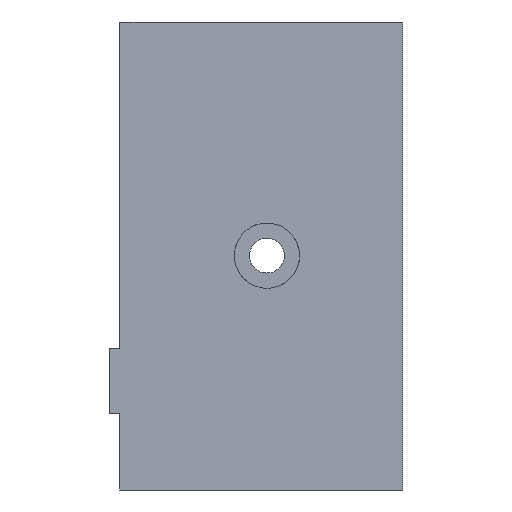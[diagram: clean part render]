
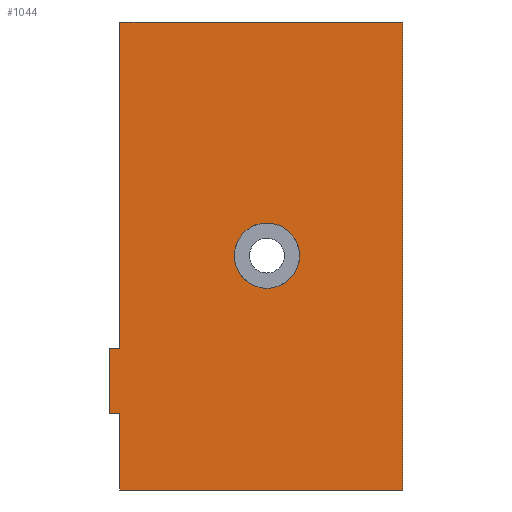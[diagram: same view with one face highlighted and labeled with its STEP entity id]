
A CAD part, left-side view. The second image highlights one B-rep face of the part: STEP entity #1044.
In plain terms, the highlighted planar face has unit normal (-1, 0, 0).
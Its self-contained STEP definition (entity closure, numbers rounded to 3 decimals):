
#19=FACE_BOUND('',#154,.T.);
#50=PLANE('',#1118);
#98=FACE_OUTER_BOUND('',#153,.T.);
#153=EDGE_LOOP('',(#848,#849,#850,#851,#852,#853,#854,#855));
#154=EDGE_LOOP('',(#856));
#240=LINE('',#1542,#372);
#242=LINE('',#1546,#374);
#244=LINE('',#1550,#376);
#246=LINE('',#1554,#378);
#248=LINE('',#1558,#380);
#250=LINE('',#1562,#382);
#252=LINE('',#1566,#384);
#254=LINE('',#1569,#386);
#372=VECTOR('',#1254,10.);
#374=VECTOR('',#1258,10.);
#376=VECTOR('',#1262,10.);
#378=VECTOR('',#1266,10.);
#380=VECTOR('',#1270,10.);
#382=VECTOR('',#1274,10.);
#384=VECTOR('',#1278,10.);
#386=VECTOR('',#1282,10.);
#460=CIRCLE('',#1109,3.);
#508=VERTEX_POINT('',#1535);
#509=VERTEX_POINT('',#1539);
#510=VERTEX_POINT('',#1541);
#511=VERTEX_POINT('',#1545);
#512=VERTEX_POINT('',#1549);
#513=VERTEX_POINT('',#1553);
#514=VERTEX_POINT('',#1557);
#515=VERTEX_POINT('',#1561);
#516=VERTEX_POINT('',#1565);
#621=EDGE_CURVE('',#508,#508,#460,.T.);
#624=EDGE_CURVE('',#510,#509,#240,.T.);
#626=EDGE_CURVE('',#511,#510,#242,.T.);
#628=EDGE_CURVE('',#512,#511,#244,.T.);
#630=EDGE_CURVE('',#513,#512,#246,.T.);
#632=EDGE_CURVE('',#514,#513,#248,.T.);
#634=EDGE_CURVE('',#515,#514,#250,.T.);
#636=EDGE_CURVE('',#516,#515,#252,.T.);
#638=EDGE_CURVE('',#509,#516,#254,.T.);
#848=ORIENTED_EDGE('',*,*,#638,.T.);
#849=ORIENTED_EDGE('',*,*,#636,.T.);
#850=ORIENTED_EDGE('',*,*,#634,.T.);
#851=ORIENTED_EDGE('',*,*,#632,.T.);
#852=ORIENTED_EDGE('',*,*,#630,.T.);
#853=ORIENTED_EDGE('',*,*,#628,.T.);
#854=ORIENTED_EDGE('',*,*,#626,.T.);
#855=ORIENTED_EDGE('',*,*,#624,.T.);
#856=ORIENTED_EDGE('',*,*,#621,.T.);
#1044=ADVANCED_FACE('',(#98,#19),#50,.F.);
#1109=AXIS2_PLACEMENT_3D('',#1536,#1248,#1249);
#1118=AXIS2_PLACEMENT_3D('',#1570,#1283,#1284);
#1248=DIRECTION('center_axis',(1.,0.,0.));
#1249=DIRECTION('ref_axis',(0.,0.,-1.));
#1254=DIRECTION('',(0.,0.,-1.));
#1258=DIRECTION('',(0.,1.,0.));
#1262=DIRECTION('',(0.,0.,1.));
#1266=DIRECTION('',(0.,-1.,0.));
#1270=DIRECTION('',(0.,0.,-1.));
#1274=DIRECTION('',(0.,-1.,0.));
#1278=DIRECTION('',(0.,0.,-1.));
#1282=DIRECTION('',(0.,1.,0.));
#1283=DIRECTION('center_axis',(1.,0.,0.));
#1284=DIRECTION('ref_axis',(0.,0.,-1.));
#1535=CARTESIAN_POINT('',(-10.75,12.5,24.53));
#1536=CARTESIAN_POINT('Origin',(-10.75,12.5,21.53));
#1539=CARTESIAN_POINT('',(-10.75,26.,13.));
#1541=CARTESIAN_POINT('',(-10.75,26.,43.));
#1542=CARTESIAN_POINT('',(-10.75,26.,0.));
#1545=CARTESIAN_POINT('',(-10.75,0.,43.));
#1546=CARTESIAN_POINT('',(-10.75,26.,43.));
#1549=CARTESIAN_POINT('',(-10.75,0.,0.));
#1550=CARTESIAN_POINT('',(-10.75,0.,43.));
#1553=CARTESIAN_POINT('',(-10.75,26.,0.));
#1554=CARTESIAN_POINT('',(-10.75,0.,0.));
#1557=CARTESIAN_POINT('',(-10.75,26.,7.));
#1558=CARTESIAN_POINT('',(-10.75,26.,0.));
#1561=CARTESIAN_POINT('',(-10.75,27.,7.));
#1562=CARTESIAN_POINT('',(-10.75,26.,7.));
#1565=CARTESIAN_POINT('',(-10.75,27.,13.));
#1566=CARTESIAN_POINT('',(-10.75,27.,7.));
#1569=CARTESIAN_POINT('',(-10.75,27.,13.));
#1570=CARTESIAN_POINT('Origin',(-10.75,13.5,21.5));
